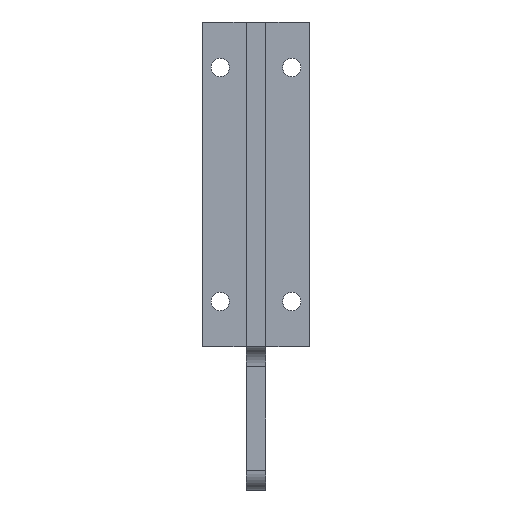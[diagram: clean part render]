
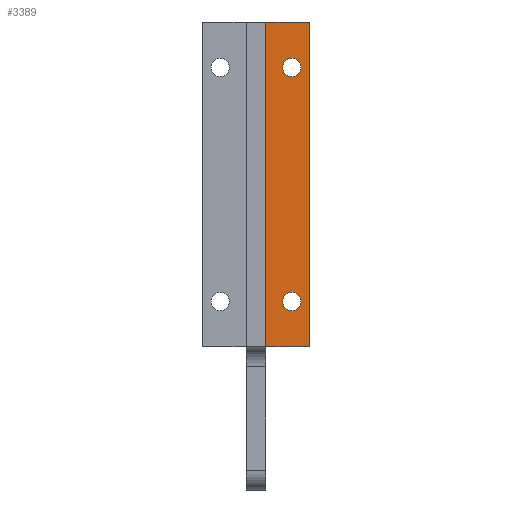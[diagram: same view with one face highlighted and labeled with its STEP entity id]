
A CAD part, front view. The second image highlights one B-rep face of the part: STEP entity #3389.
In plain terms, the highlighted planar face has unit normal (0, -1, 0).
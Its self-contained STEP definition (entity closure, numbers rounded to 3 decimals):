
#840 = VERTEX_POINT('',#841);
#841 = CARTESIAN_POINT('',(-9.5,0.,
    37.));
#855 = PLANE('',#856);
#856 = AXIS2_PLACEMENT_3D('',#857,#858,#859);
#857 = CARTESIAN_POINT('',(-11.,0.,
    12.));
#858 = DIRECTION('',(0.,1.,0.));
#859 = DIRECTION('',(0.,0.,1.));
#908 = PLANE('',#909);
#909 = AXIS2_PLACEMENT_3D('',#910,#911,#912);
#910 = CARTESIAN_POINT('',(-2.75,0.,37.)
  );
#911 = DIRECTION('',(0.,0.,1.));
#912 = DIRECTION('',(-1.,0.,0.));
#1829 = PLANE('',#1830);
#1830 = AXIS2_PLACEMENT_3D('',#1831,#1832,#1833);
#1831 = CARTESIAN_POINT('',(-2.75,0.,-13.));
#1832 = DIRECTION('',(1.,0.,0.));
#1833 = DIRECTION('',(0.,0.,1.));
#1855 = PLANE('',#1856);
#1856 = AXIS2_PLACEMENT_3D('',#1857,#1858,#1859);
#1857 = CARTESIAN_POINT('',(-19.25,0.,-13.));
#1858 = DIRECTION('',(0.,0.,-1.));
#1859 = DIRECTION('',(1.,0.,0.));
#2322 = EDGE_CURVE('',#840,#2323,#2325,.T.);
#2323 = VERTEX_POINT('',#2324);
#2324 = CARTESIAN_POINT('',(-9.5,0.,-13.));
#2325 = SURFACE_CURVE('',#2326,(#2330,#2337),.PCURVE_S1.);
#2326 = LINE('',#2327,#2328);
#2327 = CARTESIAN_POINT('',(-9.5,0.,37.
    ));
#2328 = VECTOR('',#2329,1.);
#2329 = DIRECTION('',(0.,0.,-1.));
#2330 = PCURVE('',#855,#2331);
#2331 = DEFINITIONAL_REPRESENTATION('',(#2332),#2336);
#2332 = LINE('',#2333,#2334);
#2333 = CARTESIAN_POINT('',(25.,1.5));
#2334 = VECTOR('',#2335,1.);
#2335 = DIRECTION('',(-1.,0.));
#2336 = ( GEOMETRIC_REPRESENTATION_CONTEXT(2) 
PARAMETRIC_REPRESENTATION_CONTEXT() REPRESENTATION_CONTEXT('2D SPACE',''
  ) );
#2337 = PCURVE('',#2338,#2343);
#2338 = PLANE('',#2339);
#2339 = AXIS2_PLACEMENT_3D('',#2340,#2341,#2342);
#2340 = CARTESIAN_POINT('',(-11.,0.,
    12.));
#2341 = DIRECTION('',(0.,-1.,0.));
#2342 = DIRECTION('',(0.,0.,-1.));
#2343 = DEFINITIONAL_REPRESENTATION('',(#2344),#2348);
#2344 = LINE('',#2345,#2346);
#2345 = CARTESIAN_POINT('',(-25.,1.5));
#2346 = VECTOR('',#2347,1.);
#2347 = DIRECTION('',(1.,0.));
#2348 = ( GEOMETRIC_REPRESENTATION_CONTEXT(2) 
PARAMETRIC_REPRESENTATION_CONTEXT() REPRESENTATION_CONTEXT('2D SPACE',''
  ) );
#2402 = EDGE_CURVE('',#2403,#840,#2405,.T.);
#2403 = VERTEX_POINT('',#2404);
#2404 = CARTESIAN_POINT('',(-2.75,0.,
    37.));
#2405 = SURFACE_CURVE('',#2406,(#2410,#2417),.PCURVE_S1.);
#2406 = LINE('',#2407,#2408);
#2407 = CARTESIAN_POINT('',(-2.75,0.,37.
    ));
#2408 = VECTOR('',#2409,1.);
#2409 = DIRECTION('',(-1.,0.,0.));
#2410 = PCURVE('',#908,#2411);
#2411 = DEFINITIONAL_REPRESENTATION('',(#2412),#2416);
#2412 = LINE('',#2413,#2414);
#2413 = CARTESIAN_POINT('',(0.,-0.));
#2414 = VECTOR('',#2415,1.);
#2415 = DIRECTION('',(1.,0.));
#2416 = ( GEOMETRIC_REPRESENTATION_CONTEXT(2) 
PARAMETRIC_REPRESENTATION_CONTEXT() REPRESENTATION_CONTEXT('2D SPACE',''
  ) );
#2417 = PCURVE('',#2338,#2418);
#2418 = DEFINITIONAL_REPRESENTATION('',(#2419),#2423);
#2419 = LINE('',#2420,#2421);
#2420 = CARTESIAN_POINT('',(-25.,8.25));
#2421 = VECTOR('',#2422,1.);
#2422 = DIRECTION('',(0.,-1.));
#2423 = ( GEOMETRIC_REPRESENTATION_CONTEXT(2) 
PARAMETRIC_REPRESENTATION_CONTEXT() REPRESENTATION_CONTEXT('2D SPACE',''
  ) );
#3207 = EDGE_CURVE('',#3208,#2403,#3210,.T.);
#3208 = VERTEX_POINT('',#3209);
#3209 = CARTESIAN_POINT('',(-2.75,0.,-13.));
#3210 = SURFACE_CURVE('',#3211,(#3215,#3222),.PCURVE_S1.);
#3211 = LINE('',#3212,#3213);
#3212 = CARTESIAN_POINT('',(-2.75,0.,-13.));
#3213 = VECTOR('',#3214,1.);
#3214 = DIRECTION('',(-0.,0.,1.));
#3215 = PCURVE('',#1829,#3216);
#3216 = DEFINITIONAL_REPRESENTATION('',(#3217),#3221);
#3217 = LINE('',#3218,#3219);
#3218 = CARTESIAN_POINT('',(0.,0.));
#3219 = VECTOR('',#3220,1.);
#3220 = DIRECTION('',(1.,0.));
#3221 = ( GEOMETRIC_REPRESENTATION_CONTEXT(2) 
PARAMETRIC_REPRESENTATION_CONTEXT() REPRESENTATION_CONTEXT('2D SPACE',''
  ) );
#3222 = PCURVE('',#2338,#3223);
#3223 = DEFINITIONAL_REPRESENTATION('',(#3224),#3228);
#3224 = LINE('',#3225,#3226);
#3225 = CARTESIAN_POINT('',(25.,8.25));
#3226 = VECTOR('',#3227,1.);
#3227 = DIRECTION('',(-1.,0.));
#3228 = ( GEOMETRIC_REPRESENTATION_CONTEXT(2) 
PARAMETRIC_REPRESENTATION_CONTEXT() REPRESENTATION_CONTEXT('2D SPACE',''
  ) );
#3256 = EDGE_CURVE('',#2323,#3208,#3257,.T.);
#3257 = SURFACE_CURVE('',#3258,(#3262,#3269),.PCURVE_S1.);
#3258 = LINE('',#3259,#3260);
#3259 = CARTESIAN_POINT('',(-19.25,0.,-13.));
#3260 = VECTOR('',#3261,1.);
#3261 = DIRECTION('',(1.,0.,0.));
#3262 = PCURVE('',#1855,#3263);
#3263 = DEFINITIONAL_REPRESENTATION('',(#3264),#3268);
#3264 = LINE('',#3265,#3266);
#3265 = CARTESIAN_POINT('',(0.,0.));
#3266 = VECTOR('',#3267,1.);
#3267 = DIRECTION('',(1.,0.));
#3268 = ( GEOMETRIC_REPRESENTATION_CONTEXT(2) 
PARAMETRIC_REPRESENTATION_CONTEXT() REPRESENTATION_CONTEXT('2D SPACE',''
  ) );
#3269 = PCURVE('',#2338,#3270);
#3270 = DEFINITIONAL_REPRESENTATION('',(#3271),#3275);
#3271 = LINE('',#3272,#3273);
#3272 = CARTESIAN_POINT('',(25.,-8.25));
#3273 = VECTOR('',#3274,1.);
#3274 = DIRECTION('',(0.,1.));
#3275 = ( GEOMETRIC_REPRESENTATION_CONTEXT(2) 
PARAMETRIC_REPRESENTATION_CONTEXT() REPRESENTATION_CONTEXT('2D SPACE',''
  ) );
#3389 = ADVANCED_FACE('',(#3390,#3396,#3431),#2338,.T.);
#3390 = FACE_BOUND('',#3391,.T.);
#3391 = EDGE_LOOP('',(#3392,#3393,#3394,#3395));
#3392 = ORIENTED_EDGE('',*,*,#3207,.T.);
#3393 = ORIENTED_EDGE('',*,*,#2402,.T.);
#3394 = ORIENTED_EDGE('',*,*,#2322,.T.);
#3395 = ORIENTED_EDGE('',*,*,#3256,.T.);
#3396 = FACE_BOUND('',#3397,.T.);
#3397 = EDGE_LOOP('',(#3398));
#3398 = ORIENTED_EDGE('',*,*,#3399,.T.);
#3399 = EDGE_CURVE('',#3400,#3400,#3402,.T.);
#3400 = VERTEX_POINT('',#3401);
#3401 = CARTESIAN_POINT('',(-6.9,0.,-6.));
#3402 = SURFACE_CURVE('',#3403,(#3408,#3419),.PCURVE_S1.);
#3403 = CIRCLE('',#3404,1.4);
#3404 = AXIS2_PLACEMENT_3D('',#3405,#3406,#3407);
#3405 = CARTESIAN_POINT('',(-5.5,0.,-6.));
#3406 = DIRECTION('',(0.,1.,0.));
#3407 = DIRECTION('',(-1.,0.,0.));
#3408 = PCURVE('',#2338,#3409);
#3409 = DEFINITIONAL_REPRESENTATION('',(#3410),#3418);
#3410 = ( BOUNDED_CURVE() B_SPLINE_CURVE(2,(#3411,#3412,#3413,#3414,
#3415,#3416,#3417),.UNSPECIFIED.,.T.,.F.) B_SPLINE_CURVE_WITH_KNOTS((1,2
    ,2,2,2,1),(-2.094,0.,2.094,4.189,
6.283,8.378),.UNSPECIFIED.) CURVE() 
GEOMETRIC_REPRESENTATION_ITEM() RATIONAL_B_SPLINE_CURVE((1.,0.5,1.,0.5,
1.,0.5,1.)) REPRESENTATION_ITEM('') );
#3411 = CARTESIAN_POINT('',(18.,4.1));
#3412 = CARTESIAN_POINT('',(15.575,4.1));
#3413 = CARTESIAN_POINT('',(16.788,6.2));
#3414 = CARTESIAN_POINT('',(18.,8.3));
#3415 = CARTESIAN_POINT('',(19.212,6.2));
#3416 = CARTESIAN_POINT('',(20.425,4.1));
#3417 = CARTESIAN_POINT('',(18.,4.1));
#3418 = ( GEOMETRIC_REPRESENTATION_CONTEXT(2) 
PARAMETRIC_REPRESENTATION_CONTEXT() REPRESENTATION_CONTEXT('2D SPACE',''
  ) );
#3419 = PCURVE('',#3420,#3425);
#3420 = CYLINDRICAL_SURFACE('',#3421,1.4);
#3421 = AXIS2_PLACEMENT_3D('',#3422,#3423,#3424);
#3422 = CARTESIAN_POINT('',(-5.5,10.,-6.));
#3423 = DIRECTION('',(0.,1.,0.));
#3424 = DIRECTION('',(-1.,0.,0.));
#3425 = DEFINITIONAL_REPRESENTATION('',(#3426),#3430);
#3426 = LINE('',#3427,#3428);
#3427 = CARTESIAN_POINT('',(0.,-10.));
#3428 = VECTOR('',#3429,1.);
#3429 = DIRECTION('',(1.,0.));
#3430 = ( GEOMETRIC_REPRESENTATION_CONTEXT(2) 
PARAMETRIC_REPRESENTATION_CONTEXT() REPRESENTATION_CONTEXT('2D SPACE',''
  ) );
#3431 = FACE_BOUND('',#3432,.T.);
#3432 = EDGE_LOOP('',(#3433));
#3433 = ORIENTED_EDGE('',*,*,#3434,.T.);
#3434 = EDGE_CURVE('',#3435,#3435,#3437,.T.);
#3435 = VERTEX_POINT('',#3436);
#3436 = CARTESIAN_POINT('',(-6.9,0.,30.));
#3437 = SURFACE_CURVE('',#3438,(#3443,#3454),.PCURVE_S1.);
#3438 = CIRCLE('',#3439,1.4);
#3439 = AXIS2_PLACEMENT_3D('',#3440,#3441,#3442);
#3440 = CARTESIAN_POINT('',(-5.5,0.,30.));
#3441 = DIRECTION('',(0.,1.,0.));
#3442 = DIRECTION('',(-1.,0.,0.));
#3443 = PCURVE('',#2338,#3444);
#3444 = DEFINITIONAL_REPRESENTATION('',(#3445),#3453);
#3445 = ( BOUNDED_CURVE() B_SPLINE_CURVE(2,(#3446,#3447,#3448,#3449,
#3450,#3451,#3452),.UNSPECIFIED.,.T.,.F.) B_SPLINE_CURVE_WITH_KNOTS((1,2
    ,2,2,2,1),(-2.094,0.,2.094,4.189,
6.283,8.378),.UNSPECIFIED.) CURVE() 
GEOMETRIC_REPRESENTATION_ITEM() RATIONAL_B_SPLINE_CURVE((1.,0.5,1.,0.5,
1.,0.5,1.)) REPRESENTATION_ITEM('') );
#3446 = CARTESIAN_POINT('',(-18.,4.1));
#3447 = CARTESIAN_POINT('',(-20.425,4.1));
#3448 = CARTESIAN_POINT('',(-19.212,6.2));
#3449 = CARTESIAN_POINT('',(-18.,8.3));
#3450 = CARTESIAN_POINT('',(-16.788,6.2));
#3451 = CARTESIAN_POINT('',(-15.575,4.1));
#3452 = CARTESIAN_POINT('',(-18.,4.1));
#3453 = ( GEOMETRIC_REPRESENTATION_CONTEXT(2) 
PARAMETRIC_REPRESENTATION_CONTEXT() REPRESENTATION_CONTEXT('2D SPACE',''
  ) );
#3454 = PCURVE('',#3455,#3460);
#3455 = CYLINDRICAL_SURFACE('',#3456,1.4);
#3456 = AXIS2_PLACEMENT_3D('',#3457,#3458,#3459);
#3457 = CARTESIAN_POINT('',(-5.5,10.,30.));
#3458 = DIRECTION('',(0.,1.,0.));
#3459 = DIRECTION('',(-1.,0.,0.));
#3460 = DEFINITIONAL_REPRESENTATION('',(#3461),#3465);
#3461 = LINE('',#3462,#3463);
#3462 = CARTESIAN_POINT('',(0.,-10.));
#3463 = VECTOR('',#3464,1.);
#3464 = DIRECTION('',(1.,0.));
#3465 = ( GEOMETRIC_REPRESENTATION_CONTEXT(2) 
PARAMETRIC_REPRESENTATION_CONTEXT() REPRESENTATION_CONTEXT('2D SPACE',''
  ) );
